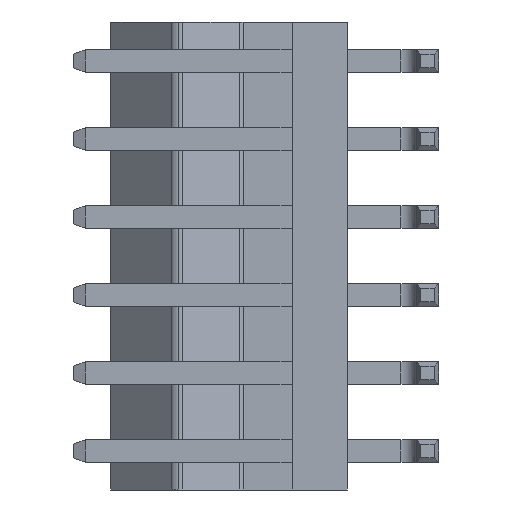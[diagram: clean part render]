
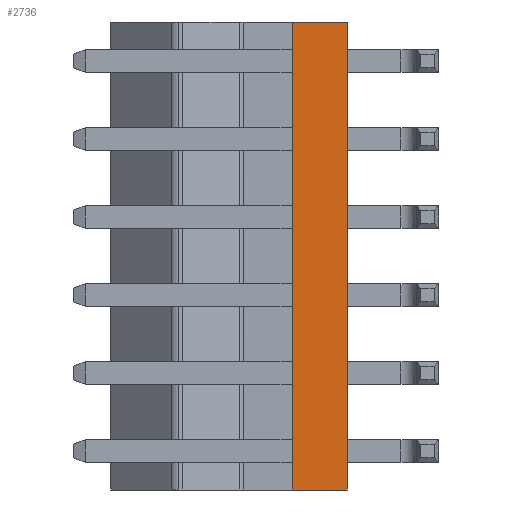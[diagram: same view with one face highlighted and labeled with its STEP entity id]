
A CAD part, left-side view. The second image highlights one B-rep face of the part: STEP entity #2736.
In plain terms, the highlighted planar face has unit normal (-1, 0, 0).
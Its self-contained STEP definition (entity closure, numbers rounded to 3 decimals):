
#605=CARTESIAN_POINT('',(0.,2.8,-7.92));
#606=VERTEX_POINT('',#605);
#616=CARTESIAN_POINT('',(0.,2.8,15.84));
#617=VERTEX_POINT('',#616);
#618=CARTESIAN_POINT('',(0.,2.8,-7.92));
#619=CARTESIAN_POINT('',(0.,2.8,-3.168));
#620=CARTESIAN_POINT('',(0.,2.8,1.584));
#621=CARTESIAN_POINT('',(0.,2.8,6.336));
#622=CARTESIAN_POINT('',(0.,2.8,11.088));
#623=CARTESIAN_POINT('',(0.,2.8,15.84));
#624=B_SPLINE_CURVE_WITH_KNOTS('',5,(#618,#619,#620,#621,#622,#623),.UNSPECIFIED.,.F.,.U.,(6,6),(0.,23.76),.UNSPECIFIED.);
#625=EDGE_CURVE('',#606,#617,#624,.T.);
#2655=CARTESIAN_POINT('',(0.,0.,-7.92));
#2656=VERTEX_POINT('',#2655);
#2663=CARTESIAN_POINT('',(0.,0.,-7.92));
#2664=CARTESIAN_POINT('',(0.,0.56,-7.92));
#2665=CARTESIAN_POINT('',(0.,1.12,-7.92));
#2666=CARTESIAN_POINT('',(0.,1.68,-7.92));
#2667=CARTESIAN_POINT('',(0.,2.24,-7.92));
#2668=CARTESIAN_POINT('',(0.,2.8,-7.92));
#2669=B_SPLINE_CURVE_WITH_KNOTS('',5,(#2663,#2664,#2665,#2666,#2667,#2668),.UNSPECIFIED.,.F.,.U.,(6,6),(0.,2.8),.UNSPECIFIED.);
#2670=EDGE_CURVE('',#2656,#606,#2669,.T.);
#2710=CARTESIAN_POINT('',(0.,1.4,3.96));
#2711=DIRECTION('',(0.,-1.,0.));
#2712=DIRECTION('',(-1.,0.,0.));
#2713=AXIS2_PLACEMENT_3D('',#2710,#2712,#2711);
#2714=PLANE('',#2713);
#2715=ORIENTED_EDGE('',*,*,#625,.F.);
#2716=ORIENTED_EDGE('',*,*,#2670,.F.);
#2717=CARTESIAN_POINT('',(0.,0.,15.84));
#2718=VERTEX_POINT('',#2717);
#2719=CARTESIAN_POINT('',(0.,0.,-7.92));
#2720=DIRECTION('',(0.,0.,1.));
#2721=VECTOR('',#2720,23.76);
#2722=LINE('',#2719,#2721);
#2723=EDGE_CURVE('',#2656,#2718,#2722,.T.);
#2724=ORIENTED_EDGE('',*,*,#2723,.T.);
#2725=CARTESIAN_POINT('',(0.,0.,15.84));
#2726=CARTESIAN_POINT('',(0.,0.56,15.84));
#2727=CARTESIAN_POINT('',(0.,1.12,15.84));
#2728=CARTESIAN_POINT('',(0.,1.68,15.84));
#2729=CARTESIAN_POINT('',(0.,2.24,15.84));
#2730=CARTESIAN_POINT('',(0.,2.8,15.84));
#2731=B_SPLINE_CURVE_WITH_KNOTS('',5,(#2725,#2726,#2727,#2728,#2729,#2730),.UNSPECIFIED.,.F.,.U.,(6,6),(0.,2.8),.UNSPECIFIED.);
#2732=EDGE_CURVE('',#2718,#617,#2731,.T.);
#2733=ORIENTED_EDGE('',*,*,#2732,.T.);
#2734=EDGE_LOOP('',(#2715,#2716,#2724,#2733));
#2735=FACE_OUTER_BOUND('',#2734,.T.);
#2736=ADVANCED_FACE('',(#2735),#2714,.T.);
